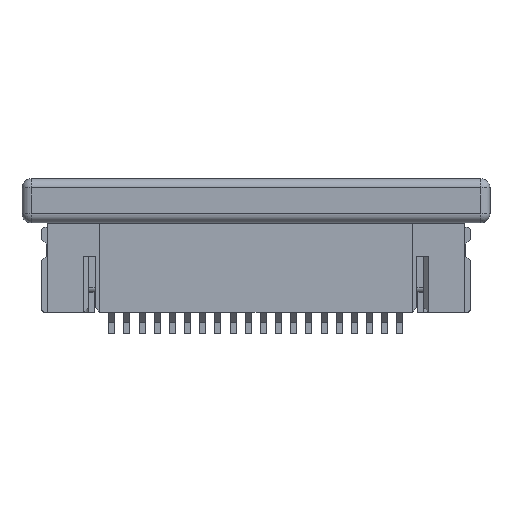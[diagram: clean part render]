
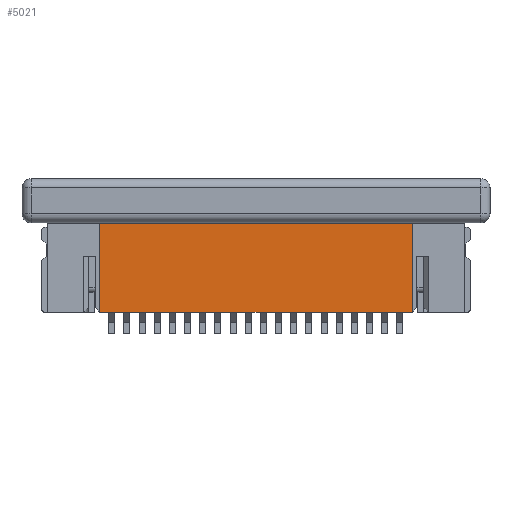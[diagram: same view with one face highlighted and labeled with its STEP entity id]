
A CAD part, top view. The second image highlights one B-rep face of the part: STEP entity #5021.
In plain terms, the highlighted planar face has unit normal (0, 0, 1).
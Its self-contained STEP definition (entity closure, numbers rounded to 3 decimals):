
#3374 = PLANE('',#3375);
#3375 = AXIS2_PLACEMENT_3D('',#3376,#3377,#3378);
#3376 = CARTESIAN_POINT('',(6.87,3.155,2.05));
#3377 = DIRECTION('',(0.,-1.,0.));
#3378 = DIRECTION('',(-1.,0.,0.));
#3605 = VERTEX_POINT('',#3606);
#3606 = CARTESIAN_POINT('',(5.15,3.155,2.05));
#3620 = PLANE('',#3621);
#3621 = AXIS2_PLACEMENT_3D('',#3622,#3623,#3624);
#3622 = CARTESIAN_POINT('',(5.15,0.245,1.88));
#3623 = DIRECTION('',(1.,0.,0.));
#3624 = DIRECTION('',(0.,0.,1.));
#3632 = EDGE_CURVE('',#3633,#3605,#3635,.T.);
#3633 = VERTEX_POINT('',#3634);
#3634 = CARTESIAN_POINT('',(-5.15,3.155,2.05));
#3635 = SURFACE_CURVE('',#3636,(#3640,#3647),.PCURVE_S1.);
#3636 = LINE('',#3637,#3638);
#3637 = CARTESIAN_POINT('',(-5.15,3.155,2.05));
#3638 = VECTOR('',#3639,1.);
#3639 = DIRECTION('',(1.,0.,0.));
#3640 = PCURVE('',#3374,#3641);
#3641 = DEFINITIONAL_REPRESENTATION('',(#3642),#3646);
#3642 = LINE('',#3643,#3644);
#3643 = CARTESIAN_POINT('',(12.02,0.));
#3644 = VECTOR('',#3645,1.);
#3645 = DIRECTION('',(-1.,0.));
#3646 = ( GEOMETRIC_REPRESENTATION_CONTEXT(2) 
PARAMETRIC_REPRESENTATION_CONTEXT() REPRESENTATION_CONTEXT('2D SPACE',''
  ) );
#3647 = PCURVE('',#3648,#3653);
#3648 = PLANE('',#3649);
#3649 = AXIS2_PLACEMENT_3D('',#3650,#3651,#3652);
#3650 = CARTESIAN_POINT('',(-7.715,4.645,2.05));
#3651 = DIRECTION('',(0.,0.,1.));
#3652 = DIRECTION('',(1.,0.,0.));
#3653 = DEFINITIONAL_REPRESENTATION('',(#3654),#3658);
#3654 = LINE('',#3655,#3656);
#3655 = CARTESIAN_POINT('',(2.565,-1.49));
#3656 = VECTOR('',#3657,1.);
#3657 = DIRECTION('',(1.,0.));
#3658 = ( GEOMETRIC_REPRESENTATION_CONTEXT(2) 
PARAMETRIC_REPRESENTATION_CONTEXT() REPRESENTATION_CONTEXT('2D SPACE',''
  ) );
#3676 = PLANE('',#3677);
#3677 = AXIS2_PLACEMENT_3D('',#3678,#3679,#3680);
#3678 = CARTESIAN_POINT('',(-5.15,0.245,2.05));
#3679 = DIRECTION('',(-1.,0.,0.));
#3680 = DIRECTION('',(0.,0.,-1.));
#4972 = EDGE_CURVE('',#4973,#3633,#4975,.T.);
#4973 = VERTEX_POINT('',#4974);
#4974 = CARTESIAN_POINT('',(-5.15,0.245,2.05));
#4975 = SURFACE_CURVE('',#4976,(#4980,#4987),.PCURVE_S1.);
#4976 = LINE('',#4977,#4978);
#4977 = CARTESIAN_POINT('',(-5.15,0.245,2.05));
#4978 = VECTOR('',#4979,1.);
#4979 = DIRECTION('',(0.,1.,0.));
#4980 = PCURVE('',#3676,#4981);
#4981 = DEFINITIONAL_REPRESENTATION('',(#4982),#4986);
#4982 = LINE('',#4983,#4984);
#4983 = CARTESIAN_POINT('',(0.,0.));
#4984 = VECTOR('',#4985,1.);
#4985 = DIRECTION('',(0.,-1.));
#4986 = ( GEOMETRIC_REPRESENTATION_CONTEXT(2) 
PARAMETRIC_REPRESENTATION_CONTEXT() REPRESENTATION_CONTEXT('2D SPACE',''
  ) );
#4987 = PCURVE('',#3648,#4988);
#4988 = DEFINITIONAL_REPRESENTATION('',(#4989),#4993);
#4989 = LINE('',#4990,#4991);
#4990 = CARTESIAN_POINT('',(2.565,-4.4));
#4991 = VECTOR('',#4992,1.);
#4992 = DIRECTION('',(0.,1.));
#4993 = ( GEOMETRIC_REPRESENTATION_CONTEXT(2) 
PARAMETRIC_REPRESENTATION_CONTEXT() REPRESENTATION_CONTEXT('2D SPACE',''
  ) );
#5009 = PLANE('',#5010);
#5010 = AXIS2_PLACEMENT_3D('',#5011,#5012,#5013);
#5011 = CARTESIAN_POINT('',(0.,0.245,1.05));
#5012 = DIRECTION('',(0.,1.,0.));
#5013 = DIRECTION('',(-1.,0.,0.));
#5021 = ADVANCED_FACE('',(#5022),#3648,.T.);
#5022 = FACE_BOUND('',#5023,.F.);
#5023 = EDGE_LOOP('',(#5024,#5025,#5048,#5069));
#5024 = ORIENTED_EDGE('',*,*,#3632,.T.);
#5025 = ORIENTED_EDGE('',*,*,#5026,.F.);
#5026 = EDGE_CURVE('',#5027,#3605,#5029,.T.);
#5027 = VERTEX_POINT('',#5028);
#5028 = CARTESIAN_POINT('',(5.15,0.245,2.05));
#5029 = SURFACE_CURVE('',#5030,(#5034,#5041),.PCURVE_S1.);
#5030 = LINE('',#5031,#5032);
#5031 = CARTESIAN_POINT('',(5.15,0.245,2.05));
#5032 = VECTOR('',#5033,1.);
#5033 = DIRECTION('',(0.,1.,0.));
#5034 = PCURVE('',#3648,#5035);
#5035 = DEFINITIONAL_REPRESENTATION('',(#5036),#5040);
#5036 = LINE('',#5037,#5038);
#5037 = CARTESIAN_POINT('',(12.865,-4.4));
#5038 = VECTOR('',#5039,1.);
#5039 = DIRECTION('',(0.,1.));
#5040 = ( GEOMETRIC_REPRESENTATION_CONTEXT(2) 
PARAMETRIC_REPRESENTATION_CONTEXT() REPRESENTATION_CONTEXT('2D SPACE',''
  ) );
#5041 = PCURVE('',#3620,#5042);
#5042 = DEFINITIONAL_REPRESENTATION('',(#5043),#5047);
#5043 = LINE('',#5044,#5045);
#5044 = CARTESIAN_POINT('',(0.17,0.));
#5045 = VECTOR('',#5046,1.);
#5046 = DIRECTION('',(0.,-1.));
#5047 = ( GEOMETRIC_REPRESENTATION_CONTEXT(2) 
PARAMETRIC_REPRESENTATION_CONTEXT() REPRESENTATION_CONTEXT('2D SPACE',''
  ) );
#5048 = ORIENTED_EDGE('',*,*,#5049,.T.);
#5049 = EDGE_CURVE('',#5027,#4973,#5050,.T.);
#5050 = SURFACE_CURVE('',#5051,(#5055,#5062),.PCURVE_S1.);
#5051 = LINE('',#5052,#5053);
#5052 = CARTESIAN_POINT('',(5.15,0.245,2.05));
#5053 = VECTOR('',#5054,1.);
#5054 = DIRECTION('',(-1.,0.,0.));
#5055 = PCURVE('',#3648,#5056);
#5056 = DEFINITIONAL_REPRESENTATION('',(#5057),#5061);
#5057 = LINE('',#5058,#5059);
#5058 = CARTESIAN_POINT('',(12.865,-4.4));
#5059 = VECTOR('',#5060,1.);
#5060 = DIRECTION('',(-1.,0.));
#5061 = ( GEOMETRIC_REPRESENTATION_CONTEXT(2) 
PARAMETRIC_REPRESENTATION_CONTEXT() REPRESENTATION_CONTEXT('2D SPACE',''
  ) );
#5062 = PCURVE('',#5009,#5063);
#5063 = DEFINITIONAL_REPRESENTATION('',(#5064),#5068);
#5064 = LINE('',#5065,#5066);
#5065 = CARTESIAN_POINT('',(-5.15,1.));
#5066 = VECTOR('',#5067,1.);
#5067 = DIRECTION('',(1.,0.));
#5068 = ( GEOMETRIC_REPRESENTATION_CONTEXT(2) 
PARAMETRIC_REPRESENTATION_CONTEXT() REPRESENTATION_CONTEXT('2D SPACE',''
  ) );
#5069 = ORIENTED_EDGE('',*,*,#4972,.T.);
